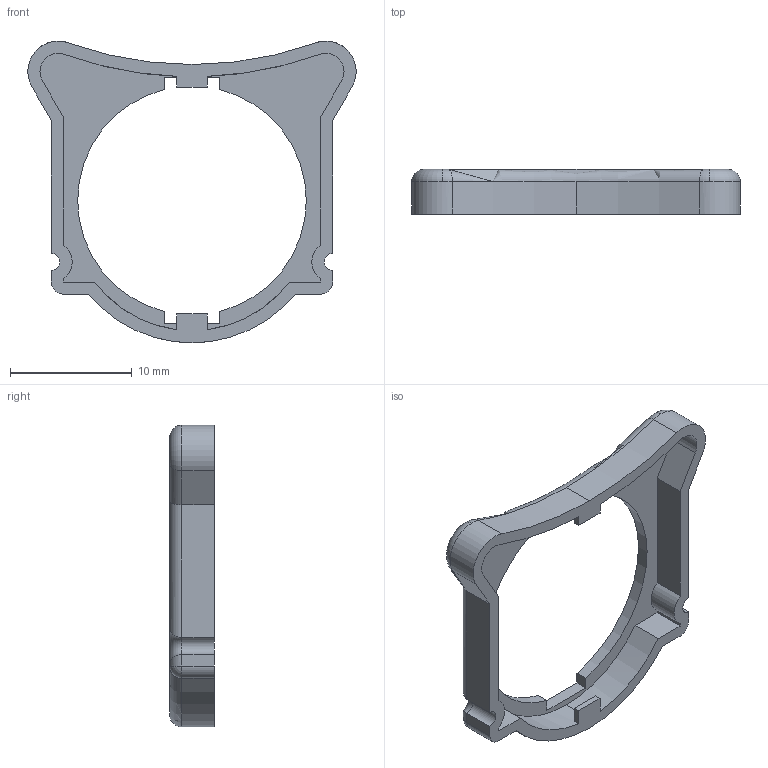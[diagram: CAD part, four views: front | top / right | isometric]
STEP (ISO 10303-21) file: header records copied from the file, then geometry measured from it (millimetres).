
FILE_DESCRIPTION (( 'STEP AP214' ), '1' );
FILE_NAME ('BRX1-0003.STEP', '2020-02-10T19:35:06', ( '' ), ( '' ), 'SwSTEP 2.0', 'SolidWorks 2017', '' );
FILE_SCHEMA (( 'AUTOMOTIVE_DESIGN' ));
Length unit declared in the file: millimetre
Products named in the file (1): BRX1-0003
Bounding box: 27 x 3.68 x 24.8 mm (x, y, z)
Volume: 455.7 mm3; surface area: 1075.6 mm2
Topology: 1 solids, 1 shells, 71 faces, 188 edges, 118 vertices
Faces by surface type: plane 33, cylinder 28, torus 8, sphere 2
Entity records: 2252 total; most frequent: CARTESIAN_POINT 428, DIRECTION 386, ORIENTED_EDGE 372, EDGE_CURVE 186, AXIS2_PLACEMENT_3D 136, VERTEX_POINT 118, LINE 114, VECTOR 114
